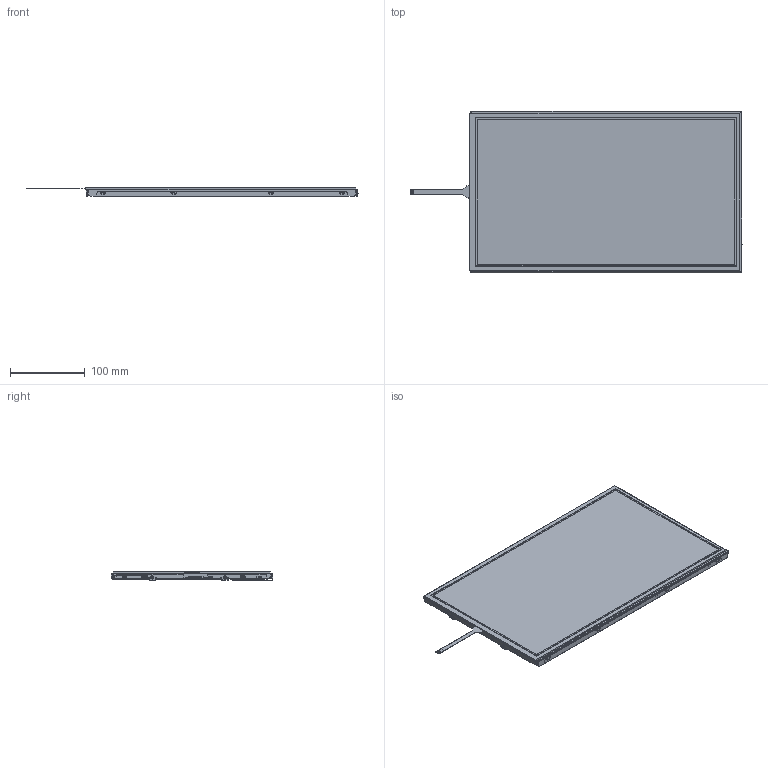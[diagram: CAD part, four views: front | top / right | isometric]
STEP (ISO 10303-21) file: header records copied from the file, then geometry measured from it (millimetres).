
FILE_DESCRIPTION(/* description */ (''),/* implementation_level */ '2;1');
FILE_NAME(/* name */ 'HP_TK-SRA156FH-01A3.stp',/* time_stamp */ '2023-04-18T17:24:29+09:00',/* author */ ('KIKOU-CAD2'),/* organization */ (''),/* preprocessor_version */ 'ST-DEVELOPER v18.1',/* originating_system */ 'Autodesk Inventor 2020',/* authorisation */ '');
FILE_SCHEMA (('AUTOMOTIVE_DESIGN { 1 0 10303 214 3 1 1 }'));
Products named in the file (1): HP_TK-SRA156FH-01A3
Bounding box: 444.52 x 216 x 11.56 mm (x, y, z)
Volume: 266004.9 mm3; surface area: 527437.3 mm2
Topology: 1 solids, 2 shells, 4613 faces, 12934 edges, 8120 vertices
Faces by surface type: plane 2793, cylinder 1492, bspline 203, cone 72, torus 36, sphere 17
Full cylindrical faces by diameter (mm): 0.5 x2, 0.9 x4, 2.5 x4, 2.6 x4, 3.05 x4, 4 x4, 4.2 x4, 4.5 x3
Entity records: 170861 total; most frequent: CARTESIAN_POINT 50948, ORIENTED_EDGE 25844, DIRECTION 24433, EDGE_CURVE 12922, LINE 9195, VECTOR 9195, VERTEX_POINT 8120, AXIS2_PLACEMENT_3D 7619
